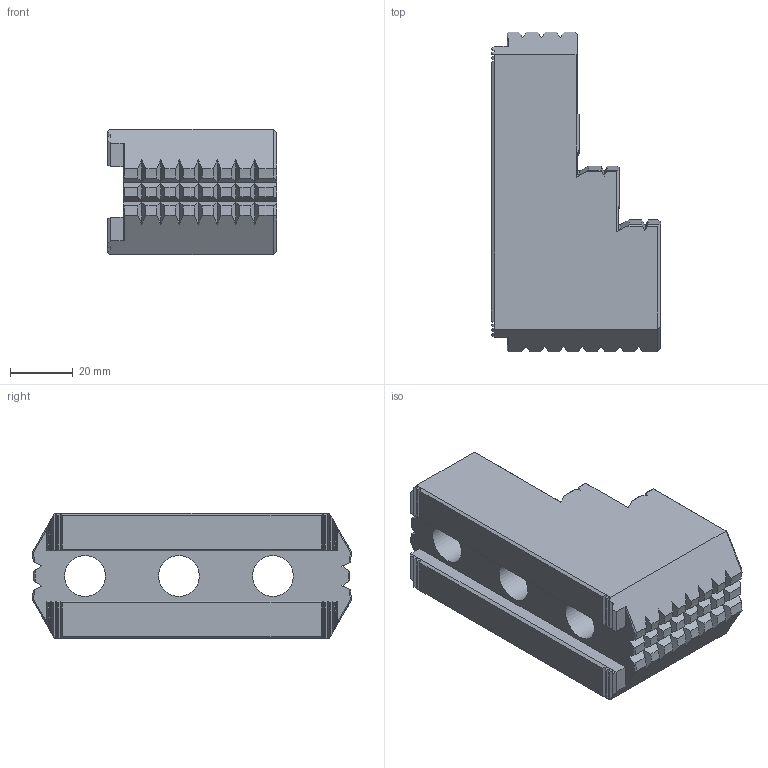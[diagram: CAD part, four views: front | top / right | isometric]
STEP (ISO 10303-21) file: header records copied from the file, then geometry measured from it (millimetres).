
FILE_DESCRIPTION (( 'STEP AP214' ), '1' );
FILE_NAME ('HB10A1-61P304994-2.STEP', '2025-09-03T10:11:13', ( '' ), ( '' ), 'SwSTEP 2.0', 'SolidWorks 2022', '' );
FILE_SCHEMA (( 'AUTOMOTIVE_DESIGN' ));
Length unit declared in the file: millimetre
Products named in the file (1): HB10A1-61P304994-2
Bounding box: 54 x 102.07 x 40 mm (x, y, z)
Volume: 123625.5 mm3; surface area: 25251.6 mm2
Topology: 1 solids, 1 shells, 303 faces, 865 edges, 566 vertices
Faces by surface type: cone 113, plane 102, cylinder 77, torus 7, bspline 4
Full cylindrical faces by diameter (mm): 13 x3, 19 x3
Entity records: 10363 total; most frequent: CARTESIAN_POINT 2909, ORIENTED_EDGE 1700, DIRECTION 1382, EDGE_CURVE 850, VERTEX_POINT 561, AXIS2_PLACEMENT_3D 515, VECTOR 352, LINE 352
